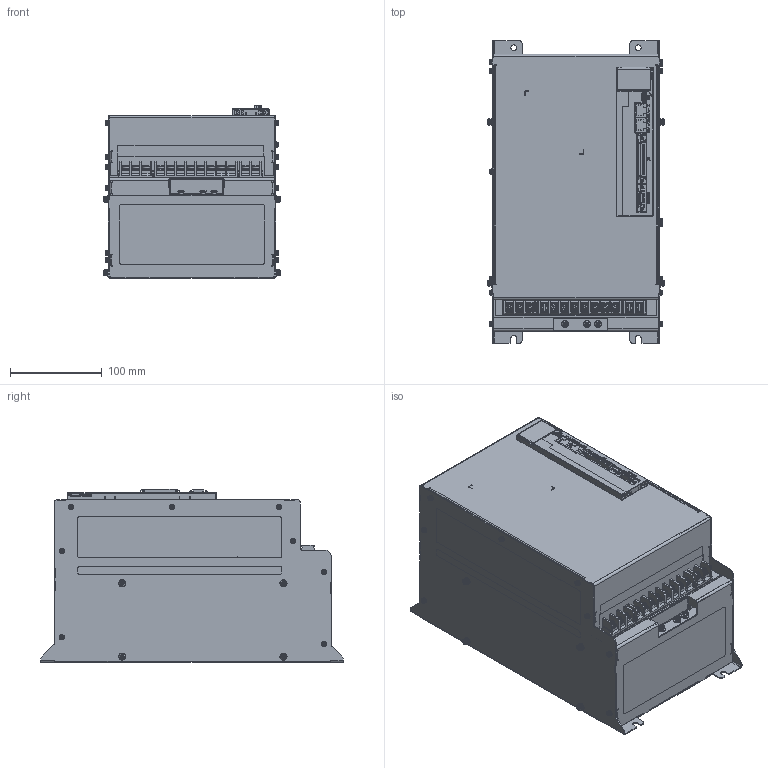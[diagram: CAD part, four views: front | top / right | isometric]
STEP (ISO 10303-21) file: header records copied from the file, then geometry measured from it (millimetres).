
FILE_DESCRIPTION (( 'STEP AP214' ), '1' );
FILE_NAME ('L7PB (7.5kW) r1 red1 ext1b red surf repair Extw2cB fxt coord 21cd4 NEWaC fxt.STEP', '2022-07-19T15:30:48', ( '' ), ( '' ), 'SwSTEP 2.0', 'SolidWorks 2021', '' );
FILE_SCHEMA (( 'AUTOMOTIVE_DESIGN' ));
Length unit declared in the file: inch
Products named in the file (1): L7PB (7.5kW) r1 red1 ext1b red surf repair Extw2cB fxt coord 21cd4 NEWaC fxt
Bounding box: 192.6 x 330 x 188.8 mm (x, y, z)
Volume: 9338518.9 mm3; surface area: 376964.4 mm2
Topology: 18 solids, 23 shells, 5305 faces, 14972 edges, 9672 vertices
Faces by surface type: plane 3466, cylinder 1329, bspline 490, cone 20
Entity records: 184668 total; most frequent: CARTESIAN_POINT 50087, ORIENTED_EDGE 29708, DIRECTION 25842, EDGE_CURVE 14854, VECTOR 10448, LINE 10448, VERTEX_POINT 9672, AXIS2_PLACEMENT_3D 7697
